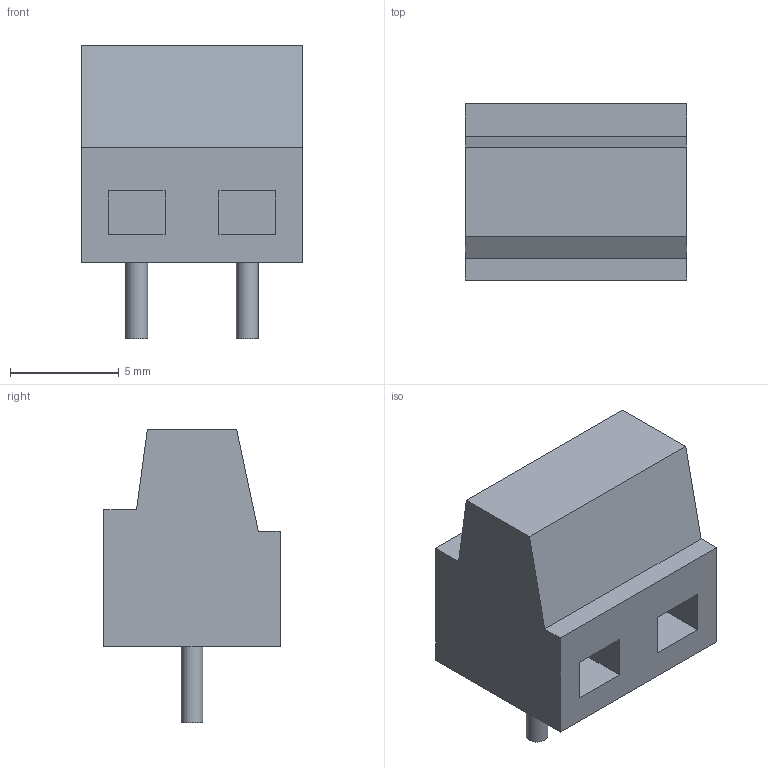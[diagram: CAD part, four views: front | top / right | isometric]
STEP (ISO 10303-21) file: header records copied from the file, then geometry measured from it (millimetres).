
FILE_DESCRIPTION(('FreeCAD Model'),'2;1');
FILE_NAME('Open CASCADE Shape Model','2022-05-04T14:06:26',('Author'),( ''),'Open CASCADE STEP processor 7.5','FreeCAD','Unknown');
FILE_SCHEMA(('AUTOMOTIVE_DESIGN { 1 0 10303 214 1 1 1 1 }'));
Length unit declared in the file: millimetre
Products named in the file (2): 691213510002; Body006
Assembly tree (1 placements, depth 2):
  691213510002
    Body006
Bounding box: 10.16 x 8.1 x 13.5 mm (x, y, z)
Volume: 639 mm3; surface area: 602.9 mm2
Topology: 1 solids, 1 shells, 24 faces, 54 edges, 36 vertices
Faces by surface type: plane 22, cylinder 2
Full cylindrical faces by diameter (mm): 1 x2
Entity records: 1404 total; most frequent: CARTESIAN_POINT 224, DIRECTION 218, LINE 154, VECTOR 154, ORIENTED_EDGE 108, PCURVE 108, DEFINITIONAL_REPRESENTATION 108, EDGE_CURVE 54
